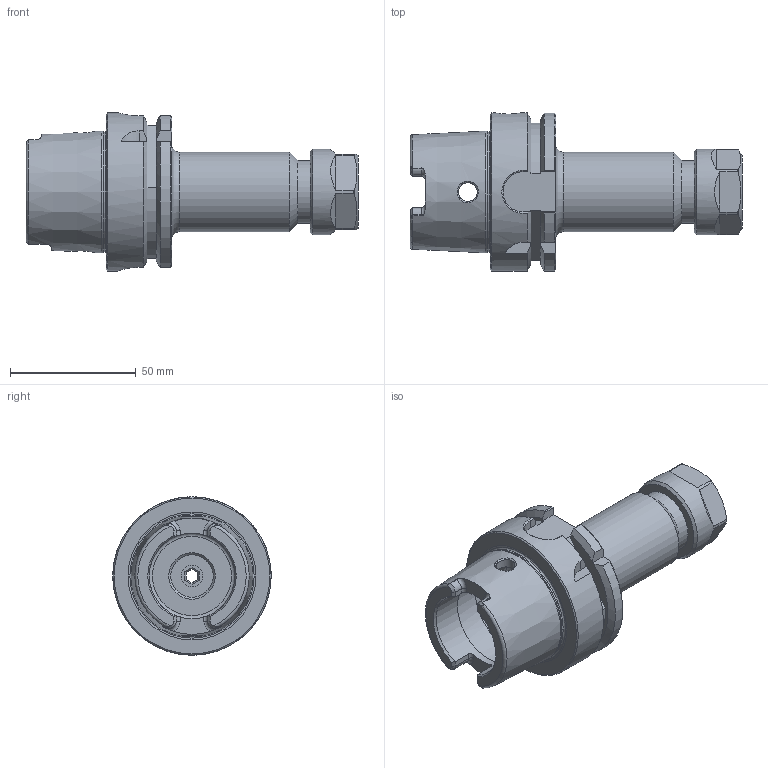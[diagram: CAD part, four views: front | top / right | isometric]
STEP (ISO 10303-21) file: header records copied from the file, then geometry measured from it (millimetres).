
FILE_DESCRIPTION(/* description */ ('ER COLLET CHUCK'),/* implementation_level */ '2;1');
FILE_NAME(/* name */ 'H63-20ERF394.stp',/* time_stamp */ '2017-01-26T14:18:06-05:00',/* author */ ('davhar'),/* organization */ (''),/* preprocessor_version */ 'ST-DEVELOPER v16.1',/* originating_system */ 'Autodesk Inventor 2016',/* authorisation */ '10 in^3');
FILE_SCHEMA (('AUTOMOTIVE_DESIGN { 1 0 10303 214 3 1 1 }'));
Length unit declared in the file: inch
Products named in the file (5): H63-20ER4-1; H63-20ER4-1_1; 20ERHN; BS-09; H63-20ERF394
Assembly tree (4 placements, depth 3):
  H63-20ERF394
    H63-20ER4-1_1
      H63-20ER4-1
    20ERHN
    BS-09
Bounding box: 132.08 x 63 x 63 mm (x, y, z)
Volume: 126495.4 mm3; surface area: 36369.8 mm2
Topology: 3 solids, 3 shells, 198 faces, 499 edges, 312 vertices
Faces by surface type: plane 83, cylinder 48, cone 37, torus 19, bspline 11
Full cylindrical faces by diameter (mm): 7.137 x1, 7.5 x2, 8.5 x1, 10 x1, 10.719 x2, 12.751 x1, 14.097 x1, 14.478 x1, 15.494 x1, 16.916 x1, 19.016 x1, 23.5 x1, 25 x1, 26 x1, 31.75 x1, 34 x3, 40 x1, 48.041 x1, 63 x1
Entity records: 6580 total; most frequent: CARTESIAN_POINT 2074, ORIENTED_EDGE 862, DIRECTION 850, EDGE_CURVE 431, AXIS2_PLACEMENT_3D 349, VERTEX_POINT 297, EDGE_LOOP 266, FACE_OUTER_BOUND 198
